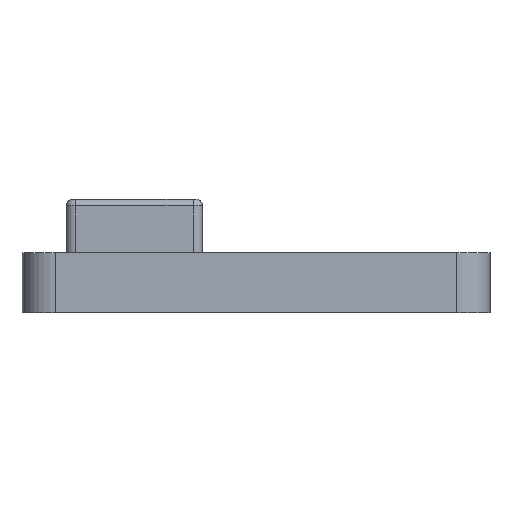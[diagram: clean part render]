
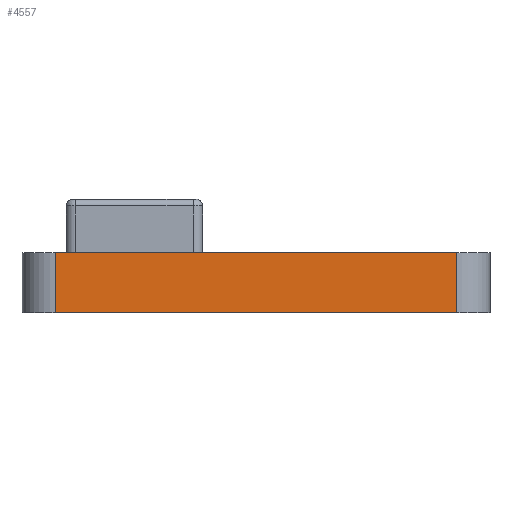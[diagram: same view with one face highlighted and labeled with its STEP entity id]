
A CAD part, left-side view. The second image highlights one B-rep face of the part: STEP entity #4557.
In plain terms, the highlighted planar face has unit normal (-1, 0, 0).
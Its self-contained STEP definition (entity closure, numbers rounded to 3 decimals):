
#100 = CARTESIAN_POINT ( 'NONE',  ( -27.5, -15., 4.5 ) ) ;
#101 = VECTOR ( 'NONE', #3250, 1000. ) ;
#281 = EDGE_CURVE ( 'NONE', #4810, #3549, #3903, .T. ) ;
#336 = CARTESIAN_POINT ( 'NONE',  ( -27.5, -15., 0. ) ) ;
#453 = CARTESIAN_POINT ( 'NONE',  ( -27.5, 15., 0. ) ) ;
#610 = CARTESIAN_POINT ( 'NONE',  ( -27.5, 15., 4.5 ) ) ;
#746 = CARTESIAN_POINT ( 'NONE',  ( -27.5, -15., 0. ) ) ;
#775 = LINE ( 'NONE', #3899, #1770 ) ;
#1246 = EDGE_CURVE ( 'NONE', #3356, #3549, #775, .T. ) ;
#1269 = LINE ( 'NONE', #4813, #5068 ) ;
#1420 = ORIENTED_EDGE ( 'NONE', *, *, #1813, .F. ) ;
#1562 = CARTESIAN_POINT ( 'NONE',  ( -27.5, -15., 4.5 ) ) ;
#1725 = LINE ( 'NONE', #100, #101 ) ;
#1761 = PLANE ( 'NONE',  #1915 ) ;
#1770 = VECTOR ( 'NONE', #4275, 1000. ) ;
#1784 = CARTESIAN_POINT ( 'NONE',  ( -27.5, -15., 4.5 ) ) ;
#1813 = EDGE_CURVE ( 'NONE', #4959, #3356, #1725, .T. ) ;
#1915 = AXIS2_PLACEMENT_3D ( 'NONE', #1784, #3316, #4883 ) ;
#2012 = EDGE_CURVE ( 'NONE', #4959, #4810, #1269, .T. ) ;
#2195 = FACE_OUTER_BOUND ( 'NONE', #3895, .T. ) ;
#3250 = DIRECTION ( 'NONE',  ( 0., -1., 0. ) ) ;
#3271 = VECTOR ( 'NONE', #5100, 1000. ) ;
#3316 = DIRECTION ( 'NONE',  ( 1., 0., 0. ) ) ;
#3356 = VERTEX_POINT ( 'NONE', #1562 ) ;
#3484 = ORIENTED_EDGE ( 'NONE', *, *, #2012, .T. ) ;
#3549 = VERTEX_POINT ( 'NONE', #746 ) ;
#3895 = EDGE_LOOP ( 'NONE', ( #5117, #4095, #1420, #3484 ) ) ;
#3899 = CARTESIAN_POINT ( 'NONE',  ( -27.5, -15., 4.5 ) ) ;
#3903 = LINE ( 'NONE', #336, #3271 ) ;
#4095 = ORIENTED_EDGE ( 'NONE', *, *, #1246, .F. ) ;
#4275 = DIRECTION ( 'NONE',  ( 0., 0., -1. ) ) ;
#4557 = ADVANCED_FACE ( 'NONE', ( #2195 ), #1761, .F. ) ;
#4727 = DIRECTION ( 'NONE',  ( 0., 0., -1. ) ) ;
#4810 = VERTEX_POINT ( 'NONE', #453 ) ;
#4813 = CARTESIAN_POINT ( 'NONE',  ( -27.5, 15., 4.5 ) ) ;
#4883 = DIRECTION ( 'NONE',  ( 0., 0., -1. ) ) ;
#4959 = VERTEX_POINT ( 'NONE', #610 ) ;
#5068 = VECTOR ( 'NONE', #4727, 1000. ) ;
#5100 = DIRECTION ( 'NONE',  ( 0., -1., 0. ) ) ;
#5117 = ORIENTED_EDGE ( 'NONE', *, *, #281, .T. ) ;
